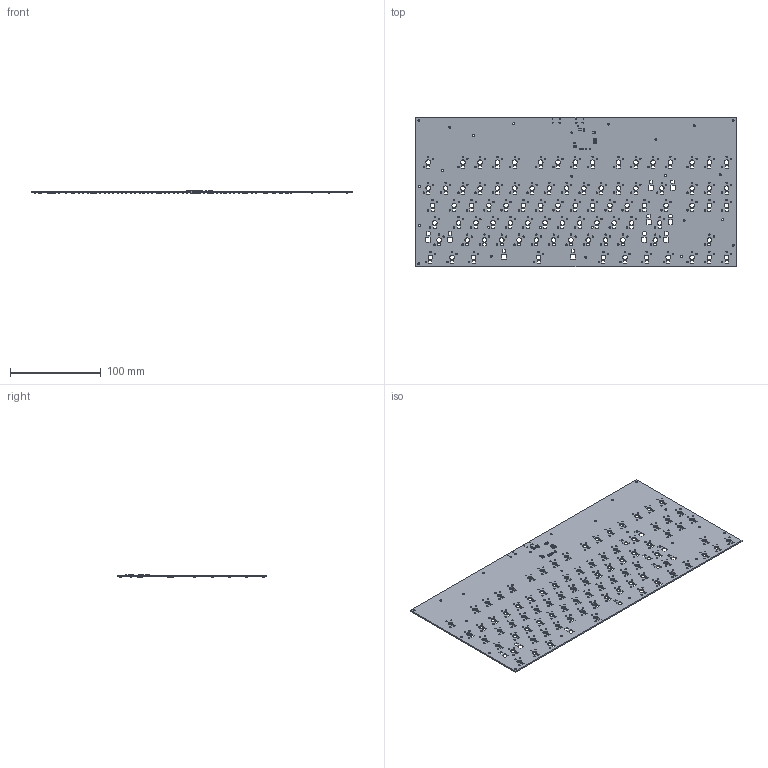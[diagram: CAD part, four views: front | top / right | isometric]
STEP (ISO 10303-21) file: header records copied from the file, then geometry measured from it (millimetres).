
FILE_DESCRIPTION(('KiCad electronic assembly'),'2;1');
FILE_NAME('pcb-3d.step','2026-02-12T22:00:32',('Pcbnew'),('Kicad'), 'Open CASCADE STEP processor 7.9','KiCad to STEP converter','Unknown' );
FILE_SCHEMA(('AUTOMOTIVE_DESIGN { 1 0 10303 214 1 1 1 1 }'));
Length unit declared in the file: millimetre
Products named in the file (4): pcb-3d 1; C_0805_2012Metric; R_0805_2012Metric; keyboard-lp_PCB
Assembly tree (120 placements, depth 2):
  pcb-3d 1
    C_0805_2012Metric  x113
    R_0805_2012Metric  x6
    keyboard-lp_PCB
Bounding box: 352.47 x 164.65 x 4.18 mm (x, y, z)
Volume: 82407.4 mm3; surface area: 118308.7 mm2
Topology: 120 solids, 120 shells, 4520 faces, 12138 edges, 8084 vertices
Faces by surface type: plane 2640, cylinder 1880
Full cylindrical faces by diameter (mm): 0.7 x4, 1.45 x174, 2.2 x21, 5.1 x87
Entity records: 45499 total; most frequent: CARTESIAN_POINT 7597, DIRECTION 7476, ORIENTED_EDGE 7468, EDGE_CURVE 3734, LINE 2742, VECTOR 2742, VERTEX_POINT 2488, AXIS2_PLACEMENT_3D 2367
